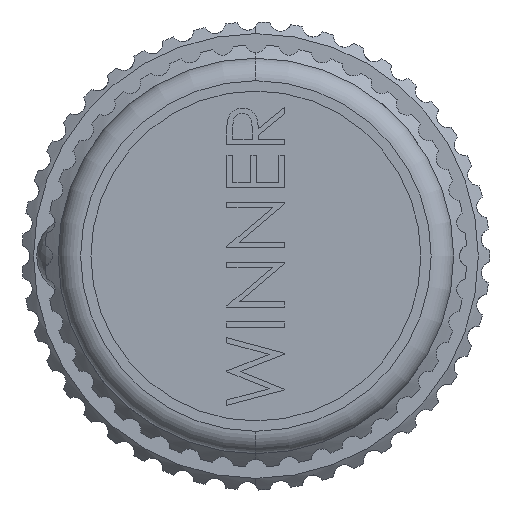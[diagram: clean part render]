
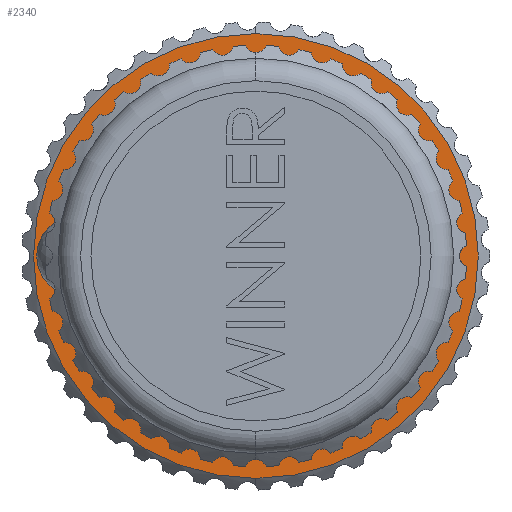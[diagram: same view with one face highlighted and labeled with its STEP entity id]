
A CAD part, left-side view. The second image highlights one B-rep face of the part: STEP entity #2340.
In plain terms, the highlighted planar face has unit normal (-1, 0, 0).
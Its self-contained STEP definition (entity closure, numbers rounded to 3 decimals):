
#2340 = ADVANCED_FACE ( 'NONE', ( #32504, #6324 ), #27570, .T. ) ;
#3571 = VERTEX_POINT ( 'NONE', #30781 ) ;
#3864 = DIRECTION ( 'NONE',  ( -1., 0., 0. ) ) ;
#5029 = CIRCLE ( 'NONE', #30907, 15.3 ) ;
#5878 = CIRCLE ( 'NONE', #30067, 8.56 ) ;
#6324 = FACE_OUTER_BOUND ( 'NONE', #61301, .T. ) ;
#7430 = VERTEX_POINT ( 'NONE', #51566 ) ;
#10039 = ORIENTED_EDGE ( 'NONE', *, *, #53954, .T. ) ;
#13284 = AXIS2_PLACEMENT_3D ( 'NONE', #39109, #19299, #20571 ) ;
#13480 = DIRECTION ( 'NONE',  ( 0., 0., 1. ) ) ;
#13994 = DIRECTION ( 'NONE',  ( -1., 0., 0. ) ) ;
#14203 = DIRECTION ( 'NONE',  ( 0., 0., 1. ) ) ;
#15652 = AXIS2_PLACEMENT_3D ( 'NONE', #31221, #31652, #46521 ) ;
#18756 = CIRCLE ( 'NONE', #13284, 15.3 ) ;
#19299 = DIRECTION ( 'NONE',  ( -1., 0., 0. ) ) ;
#20571 = DIRECTION ( 'NONE',  ( 0., 0., 1. ) ) ;
#21694 = ORIENTED_EDGE ( 'NONE', *, *, #54703, .F. ) ;
#21967 = DIRECTION ( 'NONE',  ( 0., 0., 1. ) ) ;
#27570 = PLANE ( 'NONE',  #54797 ) ;
#30067 = AXIS2_PLACEMENT_3D ( 'NONE', #58462, #3864, #13480 ) ;
#30659 = VERTEX_POINT ( 'NONE', #33317 ) ;
#30781 = CARTESIAN_POINT ( 'NONE',  ( -8.02, 0., -8.56 ) ) ;
#30907 = AXIS2_PLACEMENT_3D ( 'NONE', #41109, #41318, #21967 ) ;
#31221 = CARTESIAN_POINT ( 'NONE',  ( -8.02, 0., 0. ) ) ;
#31652 = DIRECTION ( 'NONE',  ( -1., 0., 0. ) ) ;
#32504 = FACE_BOUND ( 'NONE', #38880, .T. ) ;
#33317 = CARTESIAN_POINT ( 'NONE',  ( -8.02, 0., 8.56 ) ) ;
#33659 = ORIENTED_EDGE ( 'NONE', *, *, #41131, .T. ) ;
#34051 = VERTEX_POINT ( 'NONE', #34275 ) ;
#34275 = CARTESIAN_POINT ( 'NONE',  ( -8.02, 0., 15.3 ) ) ;
#38128 = CARTESIAN_POINT ( 'NONE',  ( -8.02, 0., 0. ) ) ;
#38880 = EDGE_LOOP ( 'NONE', ( #21694, #39723 ) ) ;
#39109 = CARTESIAN_POINT ( 'NONE',  ( -8.02, 0., 0. ) ) ;
#39723 = ORIENTED_EDGE ( 'NONE', *, *, #52301, .F. ) ;
#41109 = CARTESIAN_POINT ( 'NONE',  ( -8.02, 0., 0. ) ) ;
#41131 = EDGE_CURVE ( 'NONE', #34051, #7430, #18756, .T. ) ;
#41318 = DIRECTION ( 'NONE',  ( -1., 0., 0. ) ) ;
#46521 = DIRECTION ( 'NONE',  ( 0., 0., 1. ) ) ;
#49605 = CIRCLE ( 'NONE', #15652, 8.56 ) ;
#51566 = CARTESIAN_POINT ( 'NONE',  ( -8.02, 0., -15.3 ) ) ;
#52301 = EDGE_CURVE ( 'NONE', #3571, #30659, #5878, .T. ) ;
#53954 = EDGE_CURVE ( 'NONE', #7430, #34051, #5029, .T. ) ;
#54703 = EDGE_CURVE ( 'NONE', #30659, #3571, #49605, .T. ) ;
#54797 = AXIS2_PLACEMENT_3D ( 'NONE', #38128, #13994, #14203 ) ;
#58462 = CARTESIAN_POINT ( 'NONE',  ( -8.02, 0., 0. ) ) ;
#61301 = EDGE_LOOP ( 'NONE', ( #10039, #33659 ) ) ;
